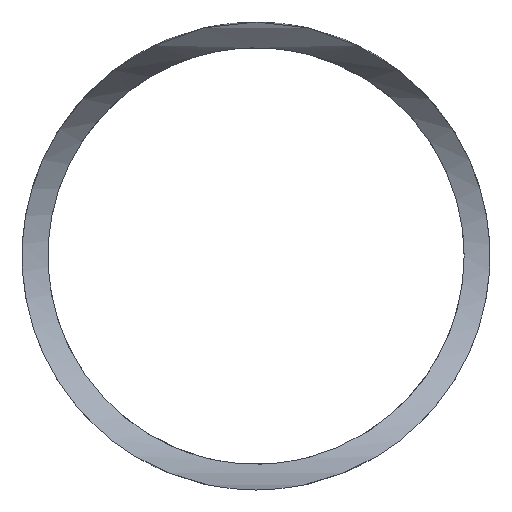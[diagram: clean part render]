
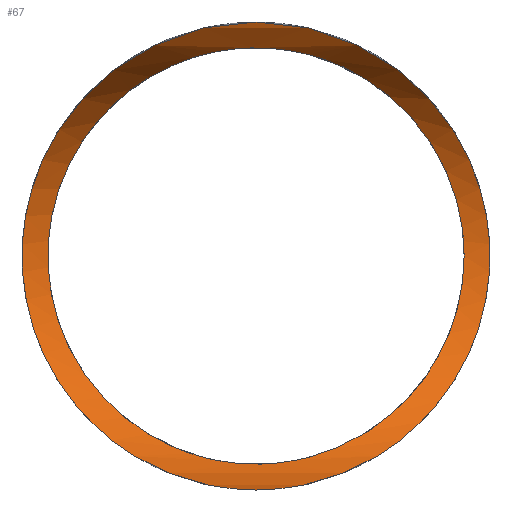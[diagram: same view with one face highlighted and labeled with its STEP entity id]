
A CAD part, left-side view. The second image highlights one B-rep face of the part: STEP entity #67.
In plain terms, the highlighted cylindrical face has radius 19.05 mm (diameter 38.1 mm), a partial arc.
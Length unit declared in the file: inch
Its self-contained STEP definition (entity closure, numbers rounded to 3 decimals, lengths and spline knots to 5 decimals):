
#14=B_SPLINE_CURVE_WITH_KNOTS('',3,(#116,#117,#118,#119,#120,#121,#122,
#123,#124,#125,#126,#127,#128,#129,#130,#131,#132,#133,#134,#135,#136,#137,
#138,#139,#140,#141,#142,#143,#144,#145,#146,#147,#148,#149,#150,#151,#152,
#153,#154,#155,#156,#157,#158,#159,#160,#161,#162,#163,#164,#165,#166,#167,
#168,#169,#170,#171,#172,#173,#174,#175,#176,#177,#178,#179,#180,#181),
 .UNSPECIFIED.,.T.,.F.,(4,2,2,2,2,2,2,2,2,2,2,2,2,2,2,2,2,2,2,2,2,2,2,2,
2,2,2,2,2,2,2,2,4),(0.,0.36589,0.73178,1.09767,
1.46355,1.80552,2.14749,2.48945,2.83142,
3.17338,3.51535,3.85731,4.19928,4.56517,
4.93106,5.29695,5.66283,6.02872,6.39461,
6.7605,7.12639,7.46835,7.81032,8.15229,
8.49425,8.83622,9.17818,9.52015,9.86211,
10.228,10.59389,10.95978,11.32567),
 .UNSPECIFIED.);
#17=FACE_BOUND('',#27,.T.);
#21=FACE_OUTER_BOUND('',#26,.T.);
#26=EDGE_LOOP('',(#52,#53));
#27=EDGE_LOOP('',(#54));
#32=ELLIPSE('',#79,1.06066,0.75);
#33=ELLIPSE('',#80,1.06066,0.75);
#36=VERTEX_POINT('',#106);
#37=VERTEX_POINT('',#107);
#40=VERTEX_POINT('',#115);
#42=EDGE_CURVE('',#36,#37,#32,.T.);
#43=EDGE_CURVE('',#36,#37,#33,.T.);
#46=EDGE_CURVE('',#40,#40,#14,.T.);
#52=ORIENTED_EDGE('',*,*,#43,.T.);
#53=ORIENTED_EDGE('',*,*,#42,.F.);
#54=ORIENTED_EDGE('',*,*,#46,.T.);
#61=CYLINDRICAL_SURFACE('',#83,0.75);
#67=ADVANCED_FACE('',(#21,#17),#61,.F.);
#79=AXIS2_PLACEMENT_3D('',#108,#90,#91);
#80=AXIS2_PLACEMENT_3D('',#109,#92,#93);
#83=AXIS2_PLACEMENT_3D('',#114,#98,#99);
#90=DIRECTION('center_axis',(0.707,0.707,0.));
#91=DIRECTION('ref_axis',(0.707,-0.707,0.));
#92=DIRECTION('center_axis',(-0.707,0.707,0.));
#93=DIRECTION('ref_axis',(-0.707,-0.707,0.));
#98=DIRECTION('center_axis',(0.,-1.,0.));
#99=DIRECTION('ref_axis',(-1.,0.,0.));
#106=CARTESIAN_POINT('',(-11.,0.,0.75));
#107=CARTESIAN_POINT('',(-11.,0.,-0.75));
#108=CARTESIAN_POINT('Origin',(-11.,0.,0.));
#109=CARTESIAN_POINT('Origin',(-11.,0.,0.));
#114=CARTESIAN_POINT('Origin',(-11.,-2.763,0.));
#115=CARTESIAN_POINT('',(-10.25,-0.667,0.));
#116=CARTESIAN_POINT('Ctrl Pts',(-10.65706,0.,
0.667));
#117=CARTESIAN_POINT('Ctrl Pts',(-10.65706,-0.04802,
0.667));
#118=CARTESIAN_POINT('Ctrl Pts',(-10.64686,-0.09341,
0.66191));
#119=CARTESIAN_POINT('Ctrl Pts',(-10.6147,-0.1802,0.64373));
#120=CARTESIAN_POINT('Ctrl Pts',(-10.59288,-0.22165,0.63057));
#121=CARTESIAN_POINT('Ctrl Pts',(-10.5448,-0.30098,0.59679));
#122=CARTESIAN_POINT('Ctrl Pts',(-10.51854,-0.33877,0.57614));
#123=CARTESIAN_POINT('Ctrl Pts',(-10.46649,-0.40938,0.52832));
#124=CARTESIAN_POINT('Ctrl Pts',(-10.4407,-0.44217,0.50111));
#125=CARTESIAN_POINT('Ctrl Pts',(-10.39458,-0.49919,0.44409));
#126=CARTESIAN_POINT('Ctrl Pts',(-10.37239,-0.52578,0.4126));
#127=CARTESIAN_POINT('Ctrl Pts',(-10.33167,-0.57377,0.34274));
#128=CARTESIAN_POINT('Ctrl Pts',(-10.31315,-0.59517,0.30436));
#129=CARTESIAN_POINT('Ctrl Pts',(-10.2825,-0.63029,0.22271));
#130=CARTESIAN_POINT('Ctrl Pts',(-10.27036,-0.64404,0.17933));
#131=CARTESIAN_POINT('Ctrl Pts',(-10.2541,-0.6624,0.09042));
#132=CARTESIAN_POINT('Ctrl Pts',(-10.25,-0.667,0.04488));
#133=CARTESIAN_POINT('Ctrl Pts',(-10.25,-0.667,-0.04488));
#134=CARTESIAN_POINT('Ctrl Pts',(-10.2541,-0.6624,-0.09042));
#135=CARTESIAN_POINT('Ctrl Pts',(-10.27036,-0.64404,-0.17933));
#136=CARTESIAN_POINT('Ctrl Pts',(-10.2825,-0.63029,-0.22271));
#137=CARTESIAN_POINT('Ctrl Pts',(-10.31315,-0.59517,-0.30436));
#138=CARTESIAN_POINT('Ctrl Pts',(-10.33167,-0.57377,-0.34274));
#139=CARTESIAN_POINT('Ctrl Pts',(-10.37239,-0.52578,-0.4126));
#140=CARTESIAN_POINT('Ctrl Pts',(-10.39458,-0.49919,-0.44409));
#141=CARTESIAN_POINT('Ctrl Pts',(-10.4407,-0.44217,-0.50111));
#142=CARTESIAN_POINT('Ctrl Pts',(-10.46649,-0.40938,-0.52832));
#143=CARTESIAN_POINT('Ctrl Pts',(-10.51854,-0.33877,-0.57614));
#144=CARTESIAN_POINT('Ctrl Pts',(-10.5448,-0.30098,-0.59679));
#145=CARTESIAN_POINT('Ctrl Pts',(-10.59288,-0.22165,-0.63057));
#146=CARTESIAN_POINT('Ctrl Pts',(-10.6147,-0.1802,-0.64373));
#147=CARTESIAN_POINT('Ctrl Pts',(-10.64686,-0.09341,
-0.66191));
#148=CARTESIAN_POINT('Ctrl Pts',(-10.65706,-0.04802,
-0.667));
#149=CARTESIAN_POINT('Ctrl Pts',(-10.65706,0.04802,-0.667));
#150=CARTESIAN_POINT('Ctrl Pts',(-10.64686,0.09341,-0.66191));
#151=CARTESIAN_POINT('Ctrl Pts',(-10.6147,0.1802,-0.64373));
#152=CARTESIAN_POINT('Ctrl Pts',(-10.59288,0.22165,-0.63057));
#153=CARTESIAN_POINT('Ctrl Pts',(-10.5448,0.30098,-0.59679));
#154=CARTESIAN_POINT('Ctrl Pts',(-10.51854,0.33877,-0.57614));
#155=CARTESIAN_POINT('Ctrl Pts',(-10.46649,0.40938,-0.52832));
#156=CARTESIAN_POINT('Ctrl Pts',(-10.4407,0.44217,-0.50111));
#157=CARTESIAN_POINT('Ctrl Pts',(-10.39458,0.49919,-0.44409));
#158=CARTESIAN_POINT('Ctrl Pts',(-10.37239,0.52578,-0.4126));
#159=CARTESIAN_POINT('Ctrl Pts',(-10.33167,0.57377,-0.34274));
#160=CARTESIAN_POINT('Ctrl Pts',(-10.31315,0.59517,-0.30436));
#161=CARTESIAN_POINT('Ctrl Pts',(-10.2825,0.63029,-0.22271));
#162=CARTESIAN_POINT('Ctrl Pts',(-10.27036,0.64404,-0.17933));
#163=CARTESIAN_POINT('Ctrl Pts',(-10.2541,0.6624,-0.09042));
#164=CARTESIAN_POINT('Ctrl Pts',(-10.25,0.667,-0.04488));
#165=CARTESIAN_POINT('Ctrl Pts',(-10.25,0.667,0.04488));
#166=CARTESIAN_POINT('Ctrl Pts',(-10.2541,0.6624,0.09042));
#167=CARTESIAN_POINT('Ctrl Pts',(-10.27036,0.64404,0.17933));
#168=CARTESIAN_POINT('Ctrl Pts',(-10.2825,0.63029,0.22271));
#169=CARTESIAN_POINT('Ctrl Pts',(-10.31315,0.59517,0.30436));
#170=CARTESIAN_POINT('Ctrl Pts',(-10.33167,0.57377,0.34274));
#171=CARTESIAN_POINT('Ctrl Pts',(-10.37239,0.52578,0.4126));
#172=CARTESIAN_POINT('Ctrl Pts',(-10.39458,0.49919,0.44409));
#173=CARTESIAN_POINT('Ctrl Pts',(-10.4407,0.44217,0.50111));
#174=CARTESIAN_POINT('Ctrl Pts',(-10.46649,0.40938,0.52832));
#175=CARTESIAN_POINT('Ctrl Pts',(-10.51854,0.33877,0.57614));
#176=CARTESIAN_POINT('Ctrl Pts',(-10.5448,0.30098,0.59679));
#177=CARTESIAN_POINT('Ctrl Pts',(-10.59288,0.22165,0.63057));
#178=CARTESIAN_POINT('Ctrl Pts',(-10.6147,0.1802,0.64373));
#179=CARTESIAN_POINT('Ctrl Pts',(-10.64686,0.09341,0.66191));
#180=CARTESIAN_POINT('Ctrl Pts',(-10.65706,0.04802,0.667));
#181=CARTESIAN_POINT('Ctrl Pts',(-10.65706,0.,
0.667));
